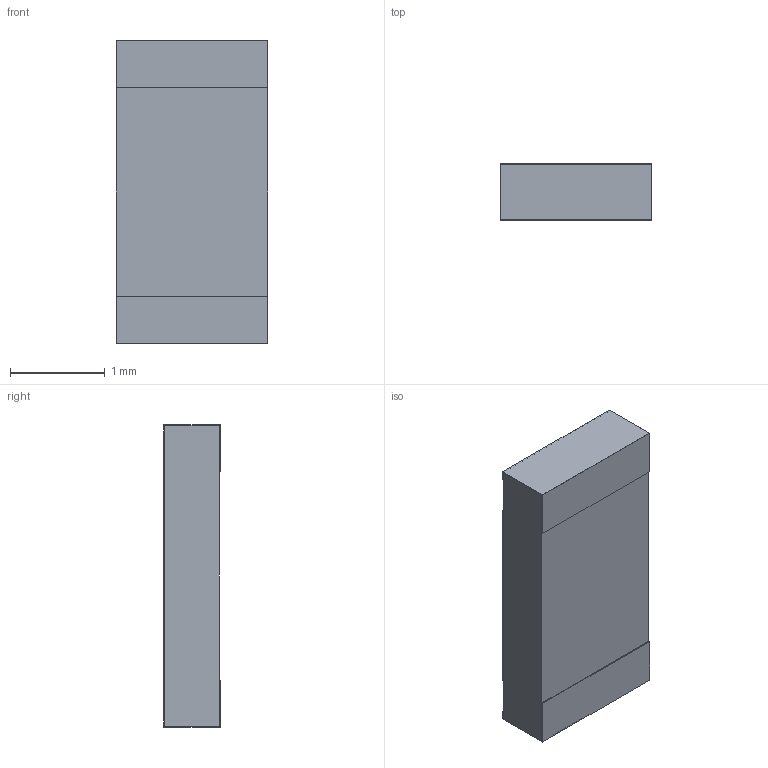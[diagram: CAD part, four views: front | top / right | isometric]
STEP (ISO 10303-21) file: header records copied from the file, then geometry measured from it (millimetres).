
FILE_DESCRIPTION (( 'STEP AP214' ), '1' );
FILE_NAME ('32B4BCDC-B1CB-42A4-B4C0-2EA92DDD4F25.STEP', '2025-06-11T06:23:11', ( '' ), ( '' ), 'SwSTEP 2.0', 'SolidWorks 2022', '' );
FILE_SCHEMA (( 'AUTOMOTIVE_DESIGN' ));
Length unit declared in the file: millimetre
Products named in the file (1): 32B4BCDC-B1CB-42A4-B4C0-2EA92DDD4F25
Bounding box: 1.6 x 0.6 x 3.2 mm (x, y, z)
Volume: 3 mm3; surface area: 32.8 mm2
Topology: 4 solids, 4 shells, 92 faces, 234 edges, 156 vertices
Faces by surface type: plane 56, bspline 36
Entity records: 5209 total; most frequent: CARTESIAN_POINT 2703, ORIENTED_EDGE 468, DIRECTION 276, EDGE_CURVE 234, VECTOR 162, LINE 162, VERTEX_POINT 156, EDGE_LOOP 98
